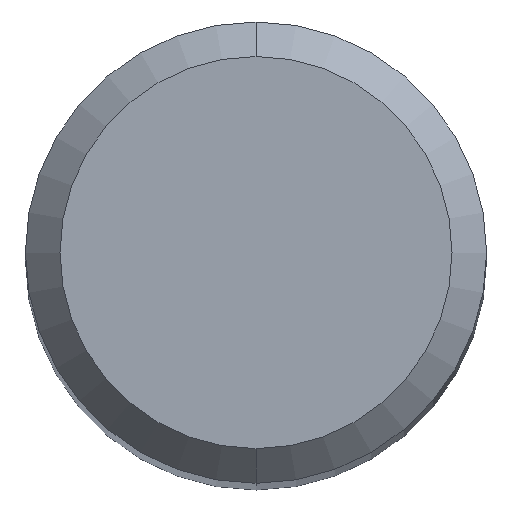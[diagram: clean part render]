
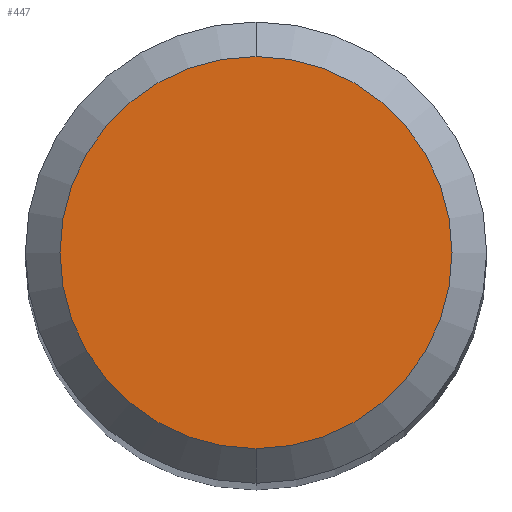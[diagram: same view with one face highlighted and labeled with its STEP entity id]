
A CAD part, top view. The second image highlights one B-rep face of the part: STEP entity #447.
In plain terms, the highlighted planar face has unit normal (0, 0, 1).
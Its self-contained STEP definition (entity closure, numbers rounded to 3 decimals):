
#387=EDGE_CURVE('',#405,#399,#1056,.T.);
#399=VERTEX_POINT('',#1068);
#405=VERTEX_POINT('',#1074);
#447=ADVANCED_FACE('',(#1122),#1123,.T.);
#519=EDGE_CURVE('',#399,#405,#1204,.T.);
#1056=CIRCLE('',#1934,1.7);
#1068=CARTESIAN_POINT('',(0.0,1.7,0.0));
#1074=CARTESIAN_POINT('',(0.,-1.7,0.0));
#1122=FACE_OUTER_BOUND('',#2140,.T.);
#1123=PLANE('',#2141);
#1204=CIRCLE('',#2479,1.7);
#1934=AXIS2_PLACEMENT_3D('',#4479,#4480,#4481);
#2140=EDGE_LOOP('',(#4563,#4564));
#2141=AXIS2_PLACEMENT_3D('',#4565,#4566,#4567);
#2479=AXIS2_PLACEMENT_3D('',#4683,#4684,#4685);
#4479=CARTESIAN_POINT('',(0.0,0.0,0.0));
#4480=DIRECTION('',(0.0,0.0,-1.0));
#4481=DIRECTION('',(0.0,1.0,0.0));
#4563=ORIENTED_EDGE('',*,*,#519,.F.);
#4564=ORIENTED_EDGE('',*,*,#387,.F.);
#4565=CARTESIAN_POINT('',(0.0,0.85,0.0));
#4566=DIRECTION('',(-0.0,0.0,1.0));
#4567=DIRECTION('',(0.0,-1.0,0.0));
#4683=CARTESIAN_POINT('',(0.0,0.0,0.0));
#4684=DIRECTION('',(0.0,0.0,-1.0));
#4685=DIRECTION('',(0.0,1.0,0.0));
